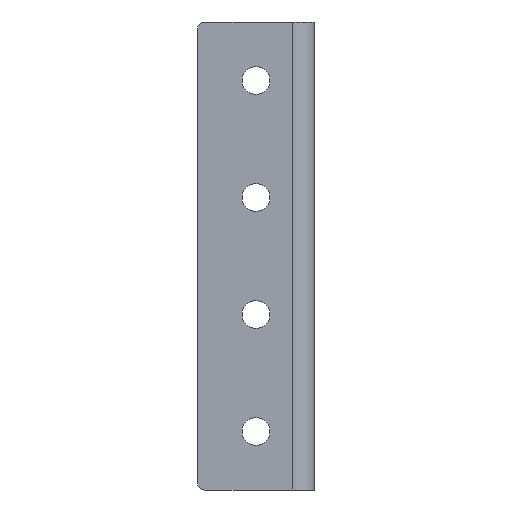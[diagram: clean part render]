
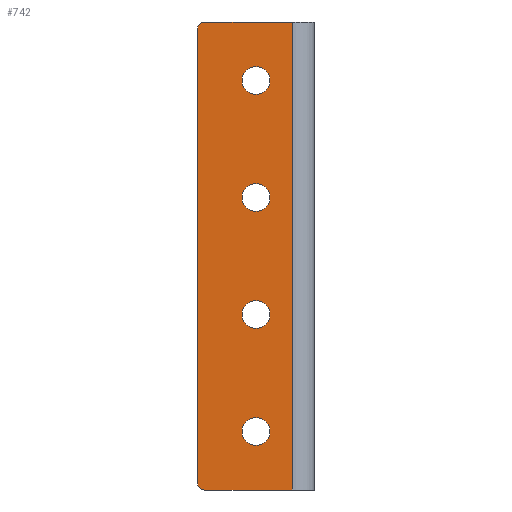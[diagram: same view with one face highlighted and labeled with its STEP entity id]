
A CAD part, left-side view. The second image highlights one B-rep face of the part: STEP entity #742.
In plain terms, the highlighted planar face has unit normal (-1, 0, 0).
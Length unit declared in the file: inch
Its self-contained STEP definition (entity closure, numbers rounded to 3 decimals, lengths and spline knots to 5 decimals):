
#4 = VERTEX_POINT ( 'NONE', #565 ) ;
#5 = CARTESIAN_POINT ( 'NONE',  ( -0.09, 0., -1.33459 ) ) ;
#13 = EDGE_CURVE ( 'NONE', #965, #564, #149, .T. ) ;
#23 = DIRECTION ( 'NONE',  ( 1., 0., 0. ) ) ;
#24 = CARTESIAN_POINT ( 'NONE',  ( -0.09, 0.31496, 0.31496 ) ) ;
#38 = VERTEX_POINT ( 'NONE', #5 ) ;
#50 = CARTESIAN_POINT ( 'NONE',  ( -0.09, 0.27559, -2.20472 ) ) ;
#73 = DIRECTION ( 'NONE',  ( 0., 0., -1. ) ) ;
#78 = EDGE_CURVE ( 'NONE', #1098, #436, #412, .T. ) ;
#89 = DIRECTION ( 'NONE',  ( 0., 0., -1. ) ) ;
#93 = LINE ( 'NONE', #24, #329 ) ;
#102 = CARTESIAN_POINT ( 'NONE',  ( -0.09, 0., -1.25984 ) ) ;
#105 = AXIS2_PLACEMENT_3D ( 'NONE', #1099, #289, #89 ) ;
#123 = DIRECTION ( 'NONE',  ( 1., 0., 0. ) ) ;
#141 = DIRECTION ( 'NONE',  ( 0., 0., -1. ) ) ;
#143 = DIRECTION ( 'NONE',  ( 1., 0., 0. ) ) ;
#144 = CARTESIAN_POINT ( 'NONE',  ( -0.09, -0.19596, 0.31496 ) ) ;
#146 = ORIENTED_EDGE ( 'NONE', *, *, #1159, .F. ) ;
#149 = CIRCLE ( 'NONE', #105, 0.07475 ) ;
#151 = CIRCLE ( 'NONE', #1065, 0.07475 ) ;
#156 = EDGE_CURVE ( 'NONE', #564, #965, #703, .T. ) ;
#158 = EDGE_CURVE ( 'NONE', #38, #4, #725, .T. ) ;
#164 = CARTESIAN_POINT ( 'NONE',  ( -0.09, 0., -0.07475 ) ) ;
#179 = DIRECTION ( 'NONE',  ( 1., 0., 0. ) ) ;
#197 = CARTESIAN_POINT ( 'NONE',  ( -0.09, 0., 0. ) ) ;
#219 = ORIENTED_EDGE ( 'NONE', *, *, #962, .F. ) ;
#230 = EDGE_CURVE ( 'NONE', #298, #509, #151, .T. ) ;
#235 = CARTESIAN_POINT ( 'NONE',  ( -0.09, 0.27559, 0.27559 ) ) ;
#253 = CARTESIAN_POINT ( 'NONE',  ( -0.09, -0.19596, -2.20472 ) ) ;
#257 = DIRECTION ( 'NONE',  ( 0., 1., 0. ) ) ;
#263 = CARTESIAN_POINT ( 'NONE',  ( -0.09, 0.31496, -2.16535 ) ) ;
#267 = EDGE_CURVE ( 'NONE', #4, #38, #816, .T. ) ;
#272 = DIRECTION ( 'NONE',  ( 1., 0., 0. ) ) ;
#278 = CARTESIAN_POINT ( 'NONE',  ( -0.09, 0., -1.88976 ) ) ;
#289 = DIRECTION ( 'NONE',  ( 1., 0., 0. ) ) ;
#298 = VERTEX_POINT ( 'NONE', #164 ) ;
#299 = ORIENTED_EDGE ( 'NONE', *, *, #1162, .T. ) ;
#300 = CARTESIAN_POINT ( 'NONE',  ( -0.09, -0.19596, -2.20472 ) ) ;
#302 = FACE_OUTER_BOUND ( 'NONE', #1116, .T. ) ;
#305 = ORIENTED_EDGE ( 'NONE', *, *, #78, .T. ) ;
#316 = DIRECTION ( 'NONE',  ( -1., 0., 0. ) ) ;
#329 = VECTOR ( 'NONE', #751, 39.37008 ) ;
#333 = ORIENTED_EDGE ( 'NONE', *, *, #553, .T. ) ;
#335 = EDGE_LOOP ( 'NONE', ( #637, #1110 ) ) ;
#364 = EDGE_CURVE ( 'NONE', #509, #298, #1084, .T. ) ;
#368 = AXIS2_PLACEMENT_3D ( 'NONE', #747, #1132, #141 ) ;
#401 = EDGE_CURVE ( 'NONE', #708, #1075, #746, .T. ) ;
#404 = ORIENTED_EDGE ( 'NONE', *, *, #1062, .T. ) ;
#407 = DIRECTION ( 'NONE',  ( 0., 0., -1. ) ) ;
#408 = VERTEX_POINT ( 'NONE', #300 ) ;
#411 = VECTOR ( 'NONE', #257, 39.37008 ) ;
#412 = CIRCLE ( 'NONE', #864, 0.07475 ) ;
#416 = CARTESIAN_POINT ( 'NONE',  ( -0.09, 0., -1.88976 ) ) ;
#418 = EDGE_LOOP ( 'NONE', ( #333, #305 ) ) ;
#420 = ORIENTED_EDGE ( 'NONE', *, *, #156, .T. ) ;
#424 = DIRECTION ( 'NONE',  ( 0., 0., -1. ) ) ;
#436 = VERTEX_POINT ( 'NONE', #1038 ) ;
#448 = AXIS2_PLACEMENT_3D ( 'NONE', #655, #143, #761 ) ;
#459 = DIRECTION ( 'NONE',  ( 0., 0., -1. ) ) ;
#476 = DIRECTION ( 'NONE',  ( 0., 0., -1. ) ) ;
#487 = VERTEX_POINT ( 'NONE', #50 ) ;
#494 = AXIS2_PLACEMENT_3D ( 'NONE', #235, #316, #584 ) ;
#509 = VERTEX_POINT ( 'NONE', #621 ) ;
#512 = CARTESIAN_POINT ( 'NONE',  ( -0.09, 0.27559, -2.16535 ) ) ;
#516 = DIRECTION ( 'NONE',  ( -1., 0., 0. ) ) ;
#525 = ORIENTED_EDGE ( 'NONE', *, *, #597, .F. ) ;
#553 = EDGE_CURVE ( 'NONE', #436, #1098, #799, .T. ) ;
#564 = VERTEX_POINT ( 'NONE', #998 ) ;
#565 = CARTESIAN_POINT ( 'NONE',  ( -0.09, 0., -1.18509 ) ) ;
#567 = FACE_BOUND ( 'NONE', #577, .T. ) ;
#577 = EDGE_LOOP ( 'NONE', ( #884, #759 ) ) ;
#582 = VERTEX_POINT ( 'NONE', #263 ) ;
#584 = DIRECTION ( 'NONE',  ( 0., 0., -1. ) ) ;
#595 = VECTOR ( 'NONE', #905, 39.37008 ) ;
#597 = EDGE_CURVE ( 'NONE', #582, #1075, #634, .T. ) ;
#620 = EDGE_LOOP ( 'NONE', ( #794, #420 ) ) ;
#621 = CARTESIAN_POINT ( 'NONE',  ( -0.09, 0., 0.07475 ) ) ;
#634 = LINE ( 'NONE', #701, #595 ) ;
#637 = ORIENTED_EDGE ( 'NONE', *, *, #230, .T. ) ;
#640 = CARTESIAN_POINT ( 'NONE',  ( -0.09, 0.27559, 0.31496 ) ) ;
#654 = PLANE ( 'NONE',  #898 ) ;
#655 = CARTESIAN_POINT ( 'NONE',  ( -0.09, 0., -1.25984 ) ) ;
#678 = DIRECTION ( 'NONE',  ( 0., 0., -1. ) ) ;
#683 = CARTESIAN_POINT ( 'NONE',  ( -0.09, 0., 0. ) ) ;
#701 = CARTESIAN_POINT ( 'NONE',  ( -0.09, 0.31496, 0.31496 ) ) ;
#703 = CIRCLE ( 'NONE', #896, 0.07475 ) ;
#708 = VERTEX_POINT ( 'NONE', #640 ) ;
#725 = CIRCLE ( 'NONE', #448, 0.07475 ) ;
#742 = ADVANCED_FACE ( 'NONE', ( #749, #1103, #567, #1112, #302 ), #654, .F. ) ;
#746 = CIRCLE ( 'NONE', #494, 0.03937 ) ;
#747 = CARTESIAN_POINT ( 'NONE',  ( -0.09, 0., 0. ) ) ;
#749 = FACE_BOUND ( 'NONE', #335, .T. ) ;
#750 = CARTESIAN_POINT ( 'NONE',  ( -0.09, 0., -0.62992 ) ) ;
#751 = DIRECTION ( 'NONE',  ( 0., -1., 0. ) ) ;
#759 = ORIENTED_EDGE ( 'NONE', *, *, #267, .T. ) ;
#761 = DIRECTION ( 'NONE',  ( 0., 0., -1. ) ) ;
#768 = CARTESIAN_POINT ( 'NONE',  ( -0.09, 0.31496, 0.27559 ) ) ;
#783 = DIRECTION ( 'NONE',  ( 1., 0., 0. ) ) ;
#794 = ORIENTED_EDGE ( 'NONE', *, *, #13, .T. ) ;
#799 = CIRCLE ( 'NONE', #924, 0.07475 ) ;
#803 = LINE ( 'NONE', #888, #411 ) ;
#816 = CIRCLE ( 'NONE', #973, 0.07475 ) ;
#864 = AXIS2_PLACEMENT_3D ( 'NONE', #416, #23, #459 ) ;
#884 = ORIENTED_EDGE ( 'NONE', *, *, #158, .T. ) ;
#885 = CARTESIAN_POINT ( 'NONE',  ( -0.09, 0., -1.81501 ) ) ;
#888 = CARTESIAN_POINT ( 'NONE',  ( -0.09, 0.31496, -2.20472 ) ) ;
#896 = AXIS2_PLACEMENT_3D ( 'NONE', #750, #123, #407 ) ;
#898 = AXIS2_PLACEMENT_3D ( 'NONE', #683, #783, #678 ) ;
#905 = DIRECTION ( 'NONE',  ( 0., 0., 1. ) ) ;
#912 = ORIENTED_EDGE ( 'NONE', *, *, #401, .T. ) ;
#921 = CARTESIAN_POINT ( 'NONE',  ( -0.09, 0., -0.70467 ) ) ;
#924 = AXIS2_PLACEMENT_3D ( 'NONE', #278, #272, #989 ) ;
#962 = EDGE_CURVE ( 'NONE', #708, #1061, #93, .T. ) ;
#965 = VERTEX_POINT ( 'NONE', #921 ) ;
#973 = AXIS2_PLACEMENT_3D ( 'NONE', #102, #1155, #73 ) ;
#987 = LINE ( 'NONE', #253, #1063 ) ;
#989 = DIRECTION ( 'NONE',  ( 0., 0., -1. ) ) ;
#997 = DIRECTION ( 'NONE',  ( 0., 0., 1. ) ) ;
#998 = CARTESIAN_POINT ( 'NONE',  ( -0.09, 0., -0.55517 ) ) ;
#1035 = CIRCLE ( 'NONE', #1126, 0.03937 ) ;
#1038 = CARTESIAN_POINT ( 'NONE',  ( -0.09, 0., -1.96451 ) ) ;
#1061 = VERTEX_POINT ( 'NONE', #144 ) ;
#1062 = EDGE_CURVE ( 'NONE', #582, #487, #1035, .T. ) ;
#1063 = VECTOR ( 'NONE', #997, 39.37008 ) ;
#1065 = AXIS2_PLACEMENT_3D ( 'NONE', #197, #179, #476 ) ;
#1075 = VERTEX_POINT ( 'NONE', #768 ) ;
#1084 = CIRCLE ( 'NONE', #368, 0.07475 ) ;
#1098 = VERTEX_POINT ( 'NONE', #885 ) ;
#1099 = CARTESIAN_POINT ( 'NONE',  ( -0.09, 0., -0.62992 ) ) ;
#1103 = FACE_BOUND ( 'NONE', #620, .T. ) ;
#1110 = ORIENTED_EDGE ( 'NONE', *, *, #364, .T. ) ;
#1112 = FACE_BOUND ( 'NONE', #418, .T. ) ;
#1116 = EDGE_LOOP ( 'NONE', ( #525, #404, #146, #299, #219, #912 ) ) ;
#1126 = AXIS2_PLACEMENT_3D ( 'NONE', #512, #516, #424 ) ;
#1132 = DIRECTION ( 'NONE',  ( 1., 0., 0. ) ) ;
#1155 = DIRECTION ( 'NONE',  ( 1., 0., 0. ) ) ;
#1159 = EDGE_CURVE ( 'NONE', #408, #487, #803, .T. ) ;
#1162 = EDGE_CURVE ( 'NONE', #408, #1061, #987, .T. ) ;
